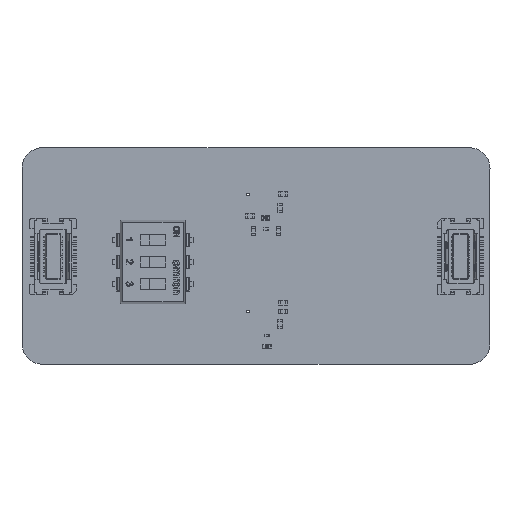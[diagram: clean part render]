
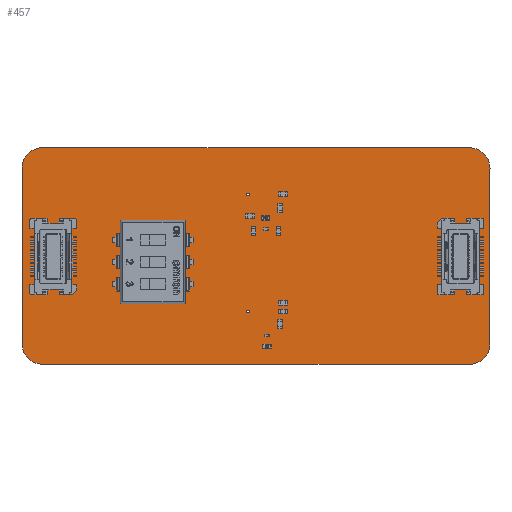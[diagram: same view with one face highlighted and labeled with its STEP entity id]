
A CAD part, top view. The second image highlights one B-rep face of the part: STEP entity #457.
In plain terms, the highlighted planar face has unit normal (0, 0, 1).
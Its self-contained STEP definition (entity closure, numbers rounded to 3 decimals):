
#120 = VERTEX_POINT('',#121);
#121 = CARTESIAN_POINT('',(23.,9.902,0.411));
#127 = EDGE_CURVE('',#120,#128,#130,.T.);
#128 = VERTEX_POINT('',#129);
#129 = CARTESIAN_POINT('',(23.,30.,0.411));
#130 = LINE('',#131,#132);
#131 = CARTESIAN_POINT('',(23.,9.902,0.411));
#132 = VECTOR('',#133,1.);
#133 = DIRECTION('',(0.,1.,0.));
#158 = EDGE_CURVE('',#128,#159,#161,.T.);
#159 = VERTEX_POINT('',#160);
#160 = CARTESIAN_POINT('',(25.4,32.502,0.411));
#161 = CIRCLE('',#162,2.401);
#162 = AXIS2_PLACEMENT_3D('',#163,#164,#165);
#163 = CARTESIAN_POINT('',(25.399,30.101,0.411));
#164 = DIRECTION('',(0.,0.,-1.));
#165 = DIRECTION('',(-0.999,-0.042,0.));
#191 = EDGE_CURVE('',#159,#192,#194,.T.);
#192 = VERTEX_POINT('',#193);
#193 = CARTESIAN_POINT('',(74.5,32.5,0.411));
#194 = LINE('',#195,#196);
#195 = CARTESIAN_POINT('',(25.4,32.502,0.411));
#196 = VECTOR('',#197,1.);
#197 = DIRECTION('',(1.,0.,0.));
#222 = EDGE_CURVE('',#192,#223,#225,.T.);
#223 = VERTEX_POINT('',#224);
#224 = CARTESIAN_POINT('',(77.002,30.1,0.411));
#225 = CIRCLE('',#226,2.401);
#226 = AXIS2_PLACEMENT_3D('',#227,#228,#229);
#227 = CARTESIAN_POINT('',(74.601,30.101,0.411));
#228 = DIRECTION('',(0.,0.,-1.));
#229 = DIRECTION('',(-0.042,0.999,0.));
#255 = EDGE_CURVE('',#223,#256,#258,.T.);
#256 = VERTEX_POINT('',#257);
#257 = CARTESIAN_POINT('',(77.,10.,0.411));
#258 = LINE('',#259,#260);
#259 = CARTESIAN_POINT('',(77.002,30.1,0.411));
#260 = VECTOR('',#261,1.);
#261 = DIRECTION('',(0.,-1.,0.));
#286 = EDGE_CURVE('',#256,#287,#289,.T.);
#287 = VERTEX_POINT('',#288);
#288 = CARTESIAN_POINT('',(74.6,7.498,0.411));
#289 = CIRCLE('',#290,2.401);
#290 = AXIS2_PLACEMENT_3D('',#291,#292,#293);
#291 = CARTESIAN_POINT('',(74.601,9.899,0.411));
#292 = DIRECTION('',(0.,0.,-1.));
#293 = DIRECTION('',(0.999,0.042,0.));
#319 = EDGE_CURVE('',#287,#320,#322,.T.);
#320 = VERTEX_POINT('',#321);
#321 = CARTESIAN_POINT('',(25.5,7.5,0.411));
#322 = LINE('',#323,#324);
#323 = CARTESIAN_POINT('',(74.6,7.498,0.411));
#324 = VECTOR('',#325,1.);
#325 = DIRECTION('',(-1.,0.,0.));
#350 = EDGE_CURVE('',#320,#120,#351,.T.);
#351 = CIRCLE('',#352,2.398);
#352 = AXIS2_PLACEMENT_3D('',#353,#354,#355);
#353 = CARTESIAN_POINT('',(25.398,9.895,0.411));
#354 = DIRECTION('',(0.,0.,-1.));
#355 = DIRECTION('',(0.043,-0.999,0.));
#376 = VERTEX_POINT('',#377);
#377 = CARTESIAN_POINT('',(49.262,27.1,0.411));
#383 = EDGE_CURVE('',#376,#376,#384,.T.);
#384 = CIRCLE('',#385,0.162);
#385 = AXIS2_PLACEMENT_3D('',#386,#387,#388);
#386 = CARTESIAN_POINT('',(49.1,27.1,0.411));
#387 = DIRECTION('',(0.,0.,1.));
#388 = DIRECTION('',(1.,0.,0.));
#409 = VERTEX_POINT('',#410);
#410 = CARTESIAN_POINT('',(49.262,13.6,0.411));
#416 = EDGE_CURVE('',#409,#409,#417,.T.);
#417 = CIRCLE('',#418,0.162);
#418 = AXIS2_PLACEMENT_3D('',#419,#420,#421);
#419 = CARTESIAN_POINT('',(49.1,13.6,0.411));
#420 = DIRECTION('',(0.,0.,1.));
#421 = DIRECTION('',(1.,0.,0.));
#457 = ADVANCED_FACE('',(#458,#468,#471),#474,.T.);
#458 = FACE_BOUND('',#459,.F.);
#459 = EDGE_LOOP('',(#460,#461,#462,#463,#464,#465,#466,#467));
#460 = ORIENTED_EDGE('',*,*,#127,.T.);
#461 = ORIENTED_EDGE('',*,*,#158,.T.);
#462 = ORIENTED_EDGE('',*,*,#191,.T.);
#463 = ORIENTED_EDGE('',*,*,#222,.T.);
#464 = ORIENTED_EDGE('',*,*,#255,.T.);
#465 = ORIENTED_EDGE('',*,*,#286,.T.);
#466 = ORIENTED_EDGE('',*,*,#319,.T.);
#467 = ORIENTED_EDGE('',*,*,#350,.T.);
#468 = FACE_BOUND('',#469,.T.);
#469 = EDGE_LOOP('',(#470));
#470 = ORIENTED_EDGE('',*,*,#383,.F.);
#471 = FACE_BOUND('',#472,.T.);
#472 = EDGE_LOOP('',(#473));
#473 = ORIENTED_EDGE('',*,*,#416,.F.);
#474 = PLANE('',#475);
#475 = AXIS2_PLACEMENT_3D('',#476,#477,#478);
#476 = CARTESIAN_POINT('',(23.,9.902,0.411));
#477 = DIRECTION('',(0.,0.,1.));
#478 = DIRECTION('',(1.,0.,0.));
